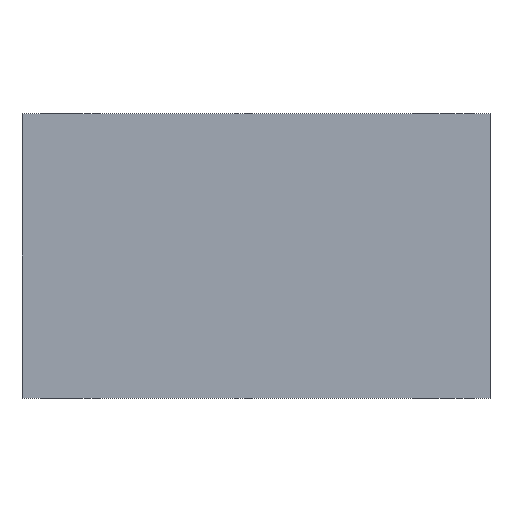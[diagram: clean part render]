
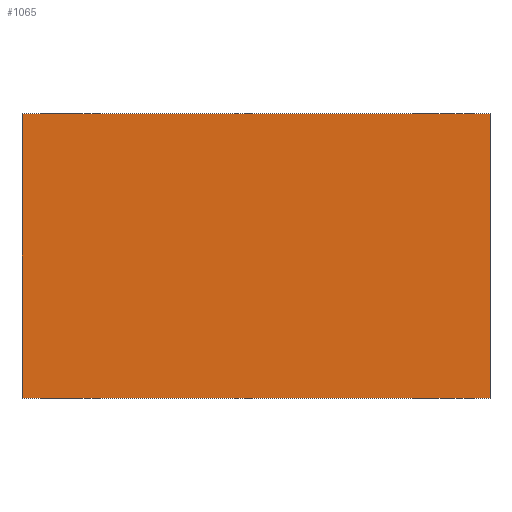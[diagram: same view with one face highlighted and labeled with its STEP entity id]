
A CAD part, front view. The second image highlights one B-rep face of the part: STEP entity #1065.
In plain terms, the highlighted planar face has unit normal (0, -1, 0).
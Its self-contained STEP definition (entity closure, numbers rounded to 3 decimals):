
#216=ORIENTED_EDGE('',*,*,#473,.T.);
#217=ORIENTED_EDGE('',*,*,#411,.F.);
#218=ORIENTED_EDGE('',*,*,#470,.F.);
#219=ORIENTED_EDGE('',*,*,#441,.T.);
#411=EDGE_CURVE('',#547,#542,#649,.T.);
#441=EDGE_CURVE('',#575,#574,#665,.T.);
#470=EDGE_CURVE('',#575,#547,#684,.T.);
#473=EDGE_CURVE('',#574,#542,#686,.T.);
#542=VERTEX_POINT('',#1653);
#547=VERTEX_POINT('',#1662);
#574=VERTEX_POINT('',#1732);
#575=VERTEX_POINT('',#1734);
#649=LINE('',#1663,#716);
#665=LINE('',#1733,#732);
#684=LINE('',#1791,#751);
#686=LINE('',#1796,#753);
#716=VECTOR('',#1301,1000.);
#732=VECTOR('',#1351,1000.);
#751=VECTOR('',#1400,1000.);
#753=VECTOR('',#1406,1000.);
#799=EDGE_LOOP('',(#216,#217,#218,#219));
#920=FACE_BOUND('',#799,.T.);
#1026=PLANE('',#1178);
#1065=ADVANCED_FACE('',(#920),#1026,.F.);
#1178=AXIS2_PLACEMENT_3D('',#1797,#1407,#1408);
#1301=DIRECTION('',(0.,0.,-1.));
#1351=DIRECTION('',(0.,0.,-1.));
#1400=DIRECTION('',(1.,0.,0.));
#1406=DIRECTION('',(1.,0.,0.));
#1407=DIRECTION('',(0.,1.,0.));
#1408=DIRECTION('',(0.,0.,1.));
#1653=CARTESIAN_POINT('',(25.,0.,-15.2));
#1662=CARTESIAN_POINT('',(25.,0.,15.2));
#1663=CARTESIAN_POINT('',(25.,0.,15.2));
#1732=CARTESIAN_POINT('',(-25.,0.,-15.2));
#1733=CARTESIAN_POINT('',(-25.,0.,15.2));
#1734=CARTESIAN_POINT('',(-25.,0.,15.2));
#1791=CARTESIAN_POINT('',(-25.,0.,15.2));
#1796=CARTESIAN_POINT('',(-25.,0.,-15.2));
#1797=CARTESIAN_POINT('',(-25.,0.,15.2));
